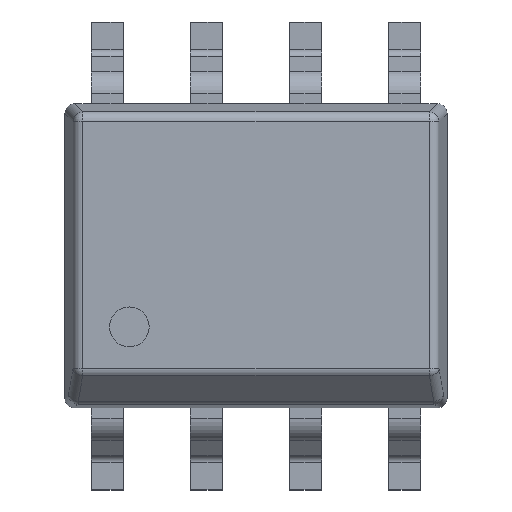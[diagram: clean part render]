
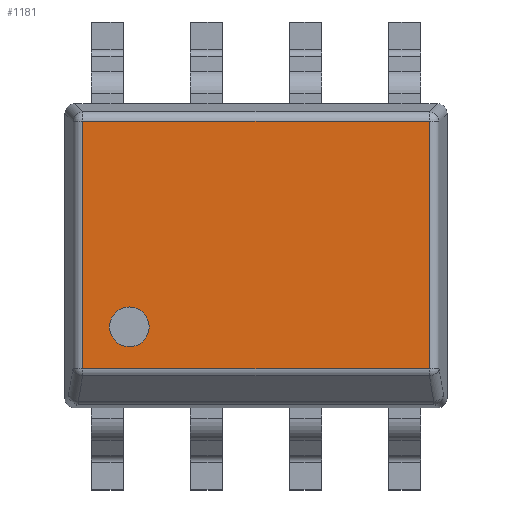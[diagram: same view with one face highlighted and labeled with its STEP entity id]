
A CAD part, top view. The second image highlights one B-rep face of the part: STEP entity #1181.
In plain terms, the highlighted planar face has unit normal (0, 0, 1).
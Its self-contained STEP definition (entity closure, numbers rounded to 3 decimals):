
#50 = EDGE_CURVE ( 'NONE', #6751, #4811, #573, .T. ) ;
#232 = DIRECTION ( 'NONE',  ( 1., 0., 0. ) ) ;
#247 = CARTESIAN_POINT ( 'NONE',  ( 0., 1.722, 1.7 ) ) ;
#480 = ORIENTED_EDGE ( 'NONE', *, *, #4993, .T. ) ;
#485 = VECTOR ( 'NONE', #4884, 1000. ) ;
#528 = CARTESIAN_POINT ( 'NONE',  ( 2.222, 1.722, 1.7 ) ) ;
#537 = ORIENTED_EDGE ( 'NONE', *, *, #3517, .T. ) ;
#551 = EDGE_LOOP ( 'NONE', ( #7318, #5211 ) ) ;
#573 = CIRCLE ( 'NONE', #5232, 0.255 ) ;
#800 = CARTESIAN_POINT ( 'NONE',  ( 0., -1.45, 1.7 ) ) ;
#959 = CARTESIAN_POINT ( 'NONE',  ( -2.222, -1.45, 1.7 ) ) ;
#975 = EDGE_LOOP ( 'NONE', ( #480, #4905, #537, #5409 ) ) ;
#996 = EDGE_CURVE ( 'NONE', #4811, #6751, #1046, .T. ) ;
#1046 = CIRCLE ( 'NONE', #1393, 0.255 ) ;
#1181 = ADVANCED_FACE ( 'NONE', ( #1371, #6519 ), #2015, .T. ) ;
#1247 = CARTESIAN_POINT ( 'NONE',  ( 2.222, -1.45, 1.7 ) ) ;
#1265 = CARTESIAN_POINT ( 'NONE',  ( -1.879, -0.911, 1.7 ) ) ;
#1340 = CARTESIAN_POINT ( 'NONE',  ( -2.222, 0., 1.7 ) ) ;
#1371 = FACE_BOUND ( 'NONE', #551, .T. ) ;
#1393 = AXIS2_PLACEMENT_3D ( 'NONE', #4814, #6000, #2571 ) ;
#1521 = VECTOR ( 'NONE', #4808, 1000. ) ;
#1816 = EDGE_CURVE ( 'NONE', #6343, #3141, #4737, .T. ) ;
#1821 = EDGE_CURVE ( 'NONE', #5630, #3132, #5378, .T. ) ;
#2015 = PLANE ( 'NONE',  #6412 ) ;
#2128 = VECTOR ( 'NONE', #5919, 1000. ) ;
#2549 = CARTESIAN_POINT ( 'NONE',  ( 0., 0., 1.7 ) ) ;
#2571 = DIRECTION ( 'NONE',  ( 1., 0., 0. ) ) ;
#2862 = VECTOR ( 'NONE', #3088, 1000. ) ;
#2890 = DIRECTION ( 'NONE',  ( 1., 0., 0. ) ) ;
#3047 = DIRECTION ( 'NONE',  ( 0., 0., 1. ) ) ;
#3088 = DIRECTION ( 'NONE',  ( 1., 0., 0. ) ) ;
#3132 = VERTEX_POINT ( 'NONE', #6227 ) ;
#3141 = VERTEX_POINT ( 'NONE', #1247 ) ;
#3517 = EDGE_CURVE ( 'NONE', #3132, #6343, #6461, .T. ) ;
#3712 = CARTESIAN_POINT ( 'NONE',  ( 2.222, 0., 1.7 ) ) ;
#4279 = LINE ( 'NONE', #3712, #485 ) ;
#4733 = CARTESIAN_POINT ( 'NONE',  ( -1.37, -0.911, 1.7 ) ) ;
#4737 = LINE ( 'NONE', #800, #2862 ) ;
#4808 = DIRECTION ( 'NONE',  ( -1., 0., 0. ) ) ;
#4811 = VERTEX_POINT ( 'NONE', #4733 ) ;
#4814 = CARTESIAN_POINT ( 'NONE',  ( -1.624, -0.911, 1.7 ) ) ;
#4884 = DIRECTION ( 'NONE',  ( 0., 1., 0. ) ) ;
#4905 = ORIENTED_EDGE ( 'NONE', *, *, #1821, .T. ) ;
#4993 = EDGE_CURVE ( 'NONE', #3141, #5630, #4279, .T. ) ;
#5211 = ORIENTED_EDGE ( 'NONE', *, *, #50, .F. ) ;
#5232 = AXIS2_PLACEMENT_3D ( 'NONE', #6963, #6929, #2890 ) ;
#5378 = LINE ( 'NONE', #247, #1521 ) ;
#5409 = ORIENTED_EDGE ( 'NONE', *, *, #1816, .T. ) ;
#5630 = VERTEX_POINT ( 'NONE', #528 ) ;
#5919 = DIRECTION ( 'NONE',  ( 0., -1., 0. ) ) ;
#6000 = DIRECTION ( 'NONE',  ( 0., 0., 1. ) ) ;
#6227 = CARTESIAN_POINT ( 'NONE',  ( -2.222, 1.722, 1.7 ) ) ;
#6343 = VERTEX_POINT ( 'NONE', #959 ) ;
#6412 = AXIS2_PLACEMENT_3D ( 'NONE', #2549, #3047, #232 ) ;
#6461 = LINE ( 'NONE', #1340, #2128 ) ;
#6519 = FACE_OUTER_BOUND ( 'NONE', #975, .T. ) ;
#6751 = VERTEX_POINT ( 'NONE', #1265 ) ;
#6929 = DIRECTION ( 'NONE',  ( 0., 0., 1. ) ) ;
#6963 = CARTESIAN_POINT ( 'NONE',  ( -1.624, -0.911, 1.7 ) ) ;
#7318 = ORIENTED_EDGE ( 'NONE', *, *, #996, .F. ) ;
